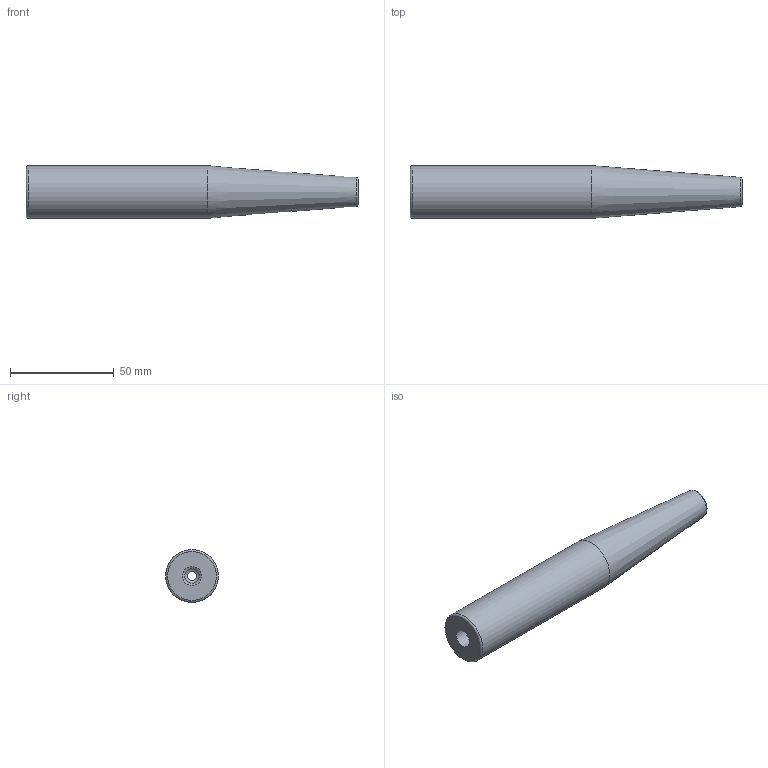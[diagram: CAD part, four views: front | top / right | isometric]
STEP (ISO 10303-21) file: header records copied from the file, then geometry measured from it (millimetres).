
FILE_DESCRIPTION(/* description */ (''),/* implementation_level */ '2;1');
FILE_NAME(/* name */ 'VS042_ST25.4-SFH6.35-160.stp',/* time_stamp */ '2024-06-26T09:57:36+09:00',/* author */ ('YSH'),/* organization */ (''),/* preprocessor_version */ 'ST-DEVELOPER v20',/* originating_system */ 'Autodesk Inventor 2024',/* authorisation */ '');
FILE_SCHEMA (('AUTOMOTIVE_DESIGN { 1 0 10303 214 3 1 1 }'));
Length unit declared in the file: millimetre
Products named in the file (1): LO-ST25.4-SFH6.35-160
Bounding box: 160 x 25.4 x 25.4 mm (x, y, z)
Volume: 59646.8 mm3; surface area: 15845.1 mm2
Topology: 1 solids, 1 shells, 15 faces, 29 edges, 18 vertices
Faces by surface type: cylinder 6, plane 4, cone 3, torus 2
Full cylindrical faces by diameter (mm): 4.134 x1, 6.35 x1, 7 x1, 7.35 x1, 9 x1, 25.4 x1
Entity records: 438 total; most frequent: DIRECTION 81, CARTESIAN_POINT 63, ORIENTED_EDGE 58, AXIS2_PLACEMENT_3D 36, EDGE_CURVE 29, CIRCLE 20, EDGE_LOOP 19, VERTEX_POINT 18
